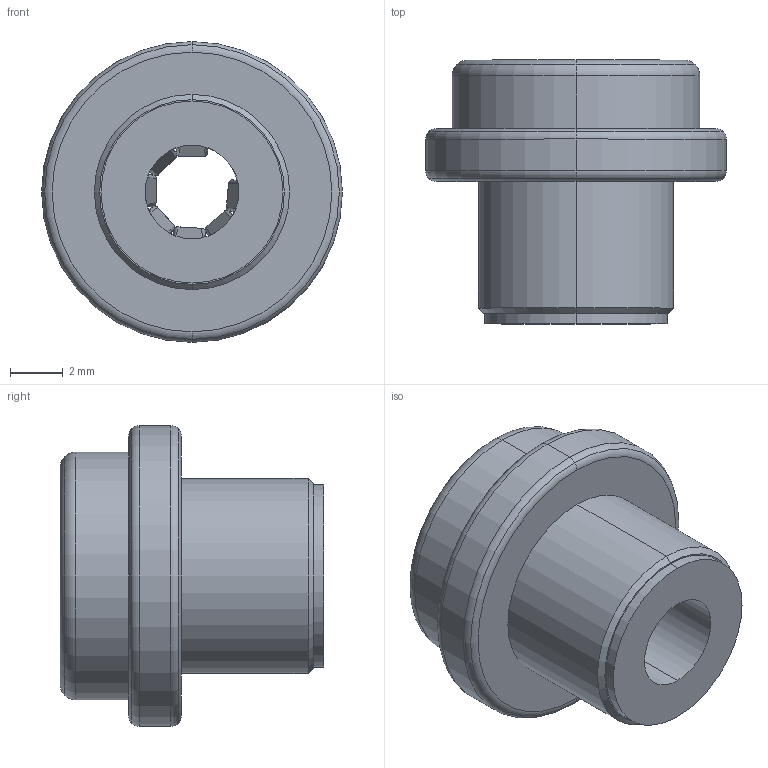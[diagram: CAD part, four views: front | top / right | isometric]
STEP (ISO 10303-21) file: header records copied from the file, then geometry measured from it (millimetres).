
FILE_DESCRIPTION((''),'2;1');
FILE_NAME('2043180018','2020-03-16T',('gga'),(''),'PRO/ENGINEER BY PARAMETRIC TECHNOLOGY CORPORATION, 2016010','PRO/ENGINEER BY PARAMETRIC TECHNOLOGY CORPORATION, 2016010','');
FILE_SCHEMA(('CONFIG_CONTROL_DESIGN'));
Length unit declared in the file: millimetre
Products named in the file (1): 2043180018
Bounding box: 11.4 x 10 x 11.4 mm (x, y, z)
Volume: 516 mm3; surface area: 552.2 mm2
Topology: 1 solids, 8 shells, 186 faces, 562 edges, 400 vertices
Faces by surface type: cylinder 66, plane 54, torus 48, bspline 14, cone 4
Entity records: 7610 total; most frequent: CARTESIAN_POINT 2703, ORIENTED_EDGE 1124, DIRECTION 894, EDGE_CURVE 562, VERTEX_POINT 400, AXIS2_PLACEMENT_3D 377, B_SPLINE_CURVE_WITH_KNOTS 218, EDGE_LOOP 208
